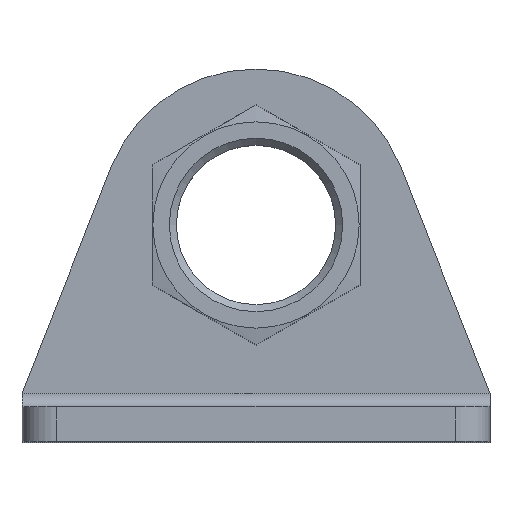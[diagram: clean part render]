
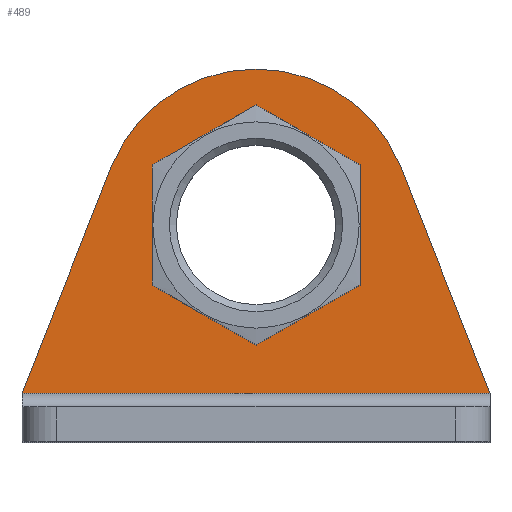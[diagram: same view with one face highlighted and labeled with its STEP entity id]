
A CAD part, top view. The second image highlights one B-rep face of the part: STEP entity #489.
In plain terms, the highlighted face is planar.
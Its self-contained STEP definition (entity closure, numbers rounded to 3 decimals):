
#64=LINE('',#760,#94);
#65=LINE('',#763,#95);
#66=LINE('',#765,#96);
#94=VECTOR('',#616,1000.);
#95=VECTOR('',#617,1000.);
#96=VECTOR('',#618,1000.);
#126=ORIENTED_EDGE('',*,*,#254,.F.);
#127=ORIENTED_EDGE('',*,*,#255,.F.);
#128=ORIENTED_EDGE('',*,*,#256,.T.);
#129=ORIENTED_EDGE('',*,*,#257,.F.);
#130=ORIENTED_EDGE('',*,*,#258,.T.);
#254=EDGE_CURVE('',#318,#318,#359,.T.);
#255=EDGE_CURVE('',#319,#320,#64,.T.);
#256=EDGE_CURVE('',#319,#321,#65,.T.);
#257=EDGE_CURVE('',#322,#321,#66,.T.);
#258=EDGE_CURVE('',#322,#320,#360,.T.);
#318=VERTEX_POINT('',#759);
#319=VERTEX_POINT('',#761);
#320=VERTEX_POINT('',#762);
#321=VERTEX_POINT('',#764);
#322=VERTEX_POINT('',#766);
#359=CIRCLE('',#548,10.05);
#360=CIRCLE('',#549,18.);
#381=EDGE_LOOP('',(#126));
#382=EDGE_LOOP('',(#127,#128,#129,#130));
#427=FACE_BOUND('',#381,.T.);
#428=FACE_BOUND('',#382,.T.);
#472=PLANE('',#547);
#489=ADVANCED_FACE('',(#427,#428),#472,.F.);
#547=AXIS2_PLACEMENT_3D('',#757,#612,#613);
#548=AXIS2_PLACEMENT_3D('',#758,#614,#615);
#549=AXIS2_PLACEMENT_3D('',#767,#619,#620);
#612=DIRECTION('',(-1.,0.,0.));
#613=DIRECTION('',(0.,0.,1.));
#614=DIRECTION('',(1.,0.,0.));
#615=DIRECTION('',(0.,0.,-1.));
#616=DIRECTION('',(0.,0.93,-0.367));
#617=DIRECTION('',(0.,0.,-1.));
#618=DIRECTION('',(0.,-0.93,-0.367));
#619=DIRECTION('',(1.,0.,0.));
#620=DIRECTION('',(0.,0.,-1.));
#757=CARTESIAN_POINT('',(4.,5.6,27.));
#758=CARTESIAN_POINT('',(4.,25.,0.));
#759=CARTESIAN_POINT('',(4.,25.,-10.05));
#760=CARTESIAN_POINT('',(4.,5.6,27.));
#761=CARTESIAN_POINT('',(4.,5.6,27.));
#762=CARTESIAN_POINT('',(4.,31.604,16.745));
#763=CARTESIAN_POINT('',(4.,5.6,27.));
#764=CARTESIAN_POINT('',(4.,5.6,-27.));
#765=CARTESIAN_POINT('',(4.,31.604,-16.745));
#766=CARTESIAN_POINT('',(4.,31.604,-16.745));
#767=CARTESIAN_POINT('',(4.,25.,0.));
